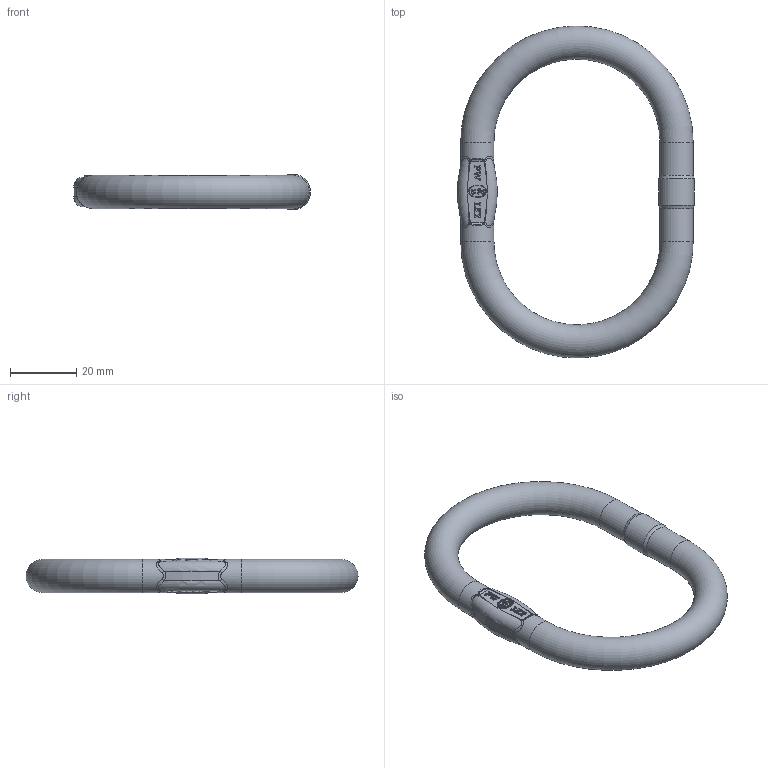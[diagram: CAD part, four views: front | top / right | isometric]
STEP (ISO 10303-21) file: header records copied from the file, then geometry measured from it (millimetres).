
FILE_DESCRIPTION(/* description */ (''),/* implementation_level */ '2;1');
FILE_NAME(/* name */ 'A8W-10',/* time_stamp */ '2007-09-14T11:55:15+02:00',/* author */ (''),/* organization */ (''),/* preprocessor_version */ 'ST-DEVELOPER v9',/* originating_system */ 'UGS - NX 4.0',/* authorisation */ '');
FILE_SCHEMA (('AUTOMOTIVE_DESIGN { 1 0 10303 214 1 1 1 1 }'));
Length unit declared in the file: millimetre
Products named in the file (1): ritBF0Bcf1m
Bounding box: 71.32 x 99.98 x 10.75 mm (x, y, z)
Volume: 19892.6 mm3; surface area: 7974.2 mm2
Topology: 1 solids, 1 shells, 694 faces, 1966 edges, 1297 vertices
Faces by surface type: plane 635, bspline 40, cylinder 11, torus 6, cone 2
Full cylindrical faces by diameter (mm): 10 x4, 10.75 x1
Entity records: 23321 total; most frequent: CARTESIAN_POINT 5601, ORIENTED_EDGE 3906, DIRECTION 3247, EDGE_CURVE 1953, LINE 1825, VECTOR 1825, VERTEX_POINT 1293, EDGE_LOOP 728
